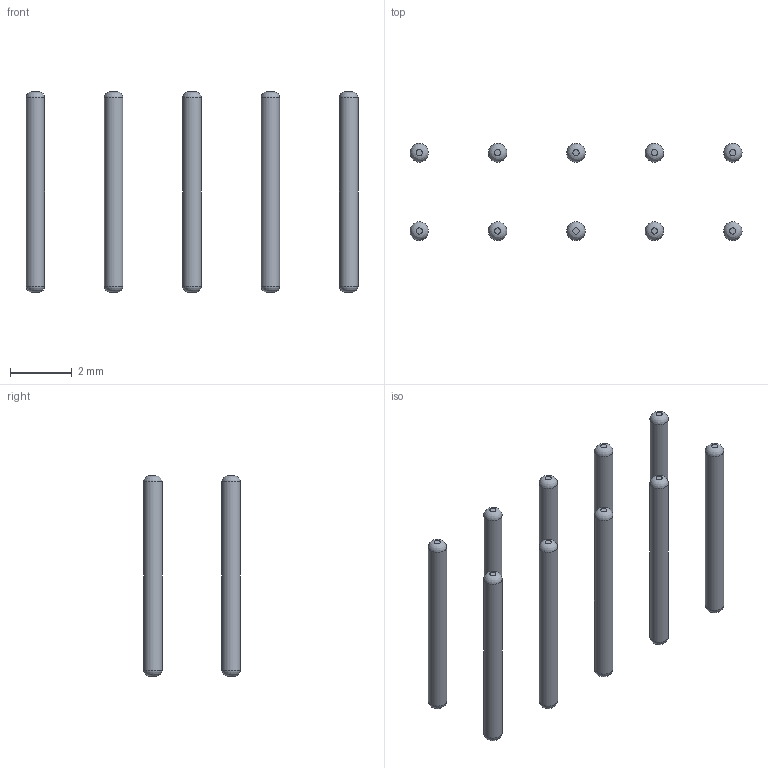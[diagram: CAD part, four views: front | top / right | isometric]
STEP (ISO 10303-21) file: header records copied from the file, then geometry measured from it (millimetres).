
FILE_DESCRIPTION(('FreeCAD Model'),'2;1');
FILE_NAME('1x02.step','2016-11-21T12:52:56',('Author'),(''), 'Open CASCADE STEP processor 6.8','FreeCAD','Unknown');
FILE_SCHEMA(('AUTOMOTIVE_DESIGN_CC2 { 1 2 10303 214 -1 1 5 4 }'));
Length unit declared in the file: millimetre
Products named in the file (2): ASSEMBLY; 1x02
Assembly tree (1 placements, depth 2):
  ASSEMBLY
    1x02
Bounding box: 10.76 x 3.14 x 6.5 mm (x, y, z)
Volume: 18.1 mm3; surface area: 124.6 mm2
Topology: 10 solids, 10 shells, 50 faces, 70 edges, 40 vertices
Faces by surface type: revolution 20, plane 20, cylinder 10
Full cylindrical faces by diameter (mm): 0.6 x10
Entity records: 2246 total; most frequent: CARTESIAN_POINT 602, DIRECTION 294, ORIENTED_EDGE 140, PCURVE 140, DEFINITIONAL_REPRESENTATION 140, AXIS2_PLACEMENT_3D 92, LINE 90, VECTOR 90
